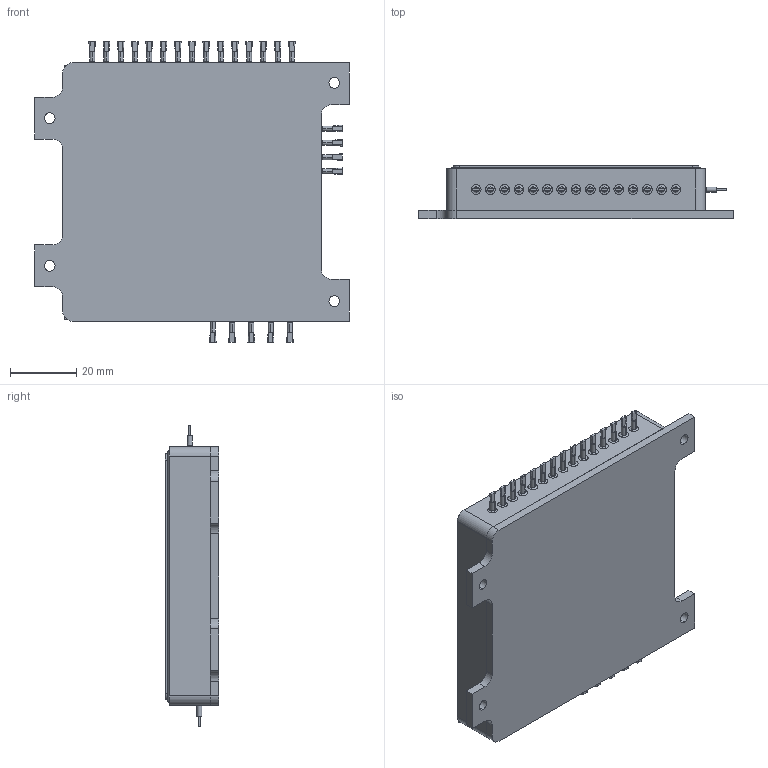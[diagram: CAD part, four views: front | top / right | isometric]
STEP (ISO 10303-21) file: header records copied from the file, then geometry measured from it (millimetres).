
FILE_DESCRIPTION (( 'STEP AP203' ), '1' );
FILE_NAME ('Aegis pkg.STEP', '2020-07-01T19:03:01', ( '' ), ( '' ), 'SwSTEP 2.0', 'SolidWorks 2017', '' );
FILE_SCHEMA (( 'CONFIG_CONTROL_DESIGN' ));
Length unit declared in the file: inch
Products named in the file (17): PinA-clipped; PCB-244; PinB; Lid-welded; Filter Lid; Filter box; Aegis pkg; Base Plate; PinA; PCB-233; Bead-040; Lead frame; PCB-222; Bead-060; PCB-266; PCB-211; PinC
Assembly tree (62 placements, depth 2):
  Aegis pkg
    Base Plate
    Lead frame
    Filter box
    Filter Lid
    Bead-060  x23
    Bead-040  x2
    PinA  x4
    PinB  x19
    PinC  x2
    PinA-clipped
    PCB-222
    PCB-233
    PCB-266  x2
    PCB-244
    PCB-211
    Lid-welded
Bounding box: 95.25 x 16.15 x 90.93 mm (x, y, z)
Volume: 42373.5 mm3; surface area: 54866.6 mm2
Topology: 62 solids, 62 shells, 4492 faces, 10810 edges, 7124 vertices
Faces by surface type: plane 4062, cylinder 258, torus 100, bspline 72
Entity records: 112787 total; most frequent: CARTESIAN_POINT 19708, ORIENTED_EDGE 18424, DIRECTION 17190, EDGE_CURVE 9212, LINE 8912, VECTOR 8912, VERTEX_POINT 6127, EDGE_LOOP 4557
